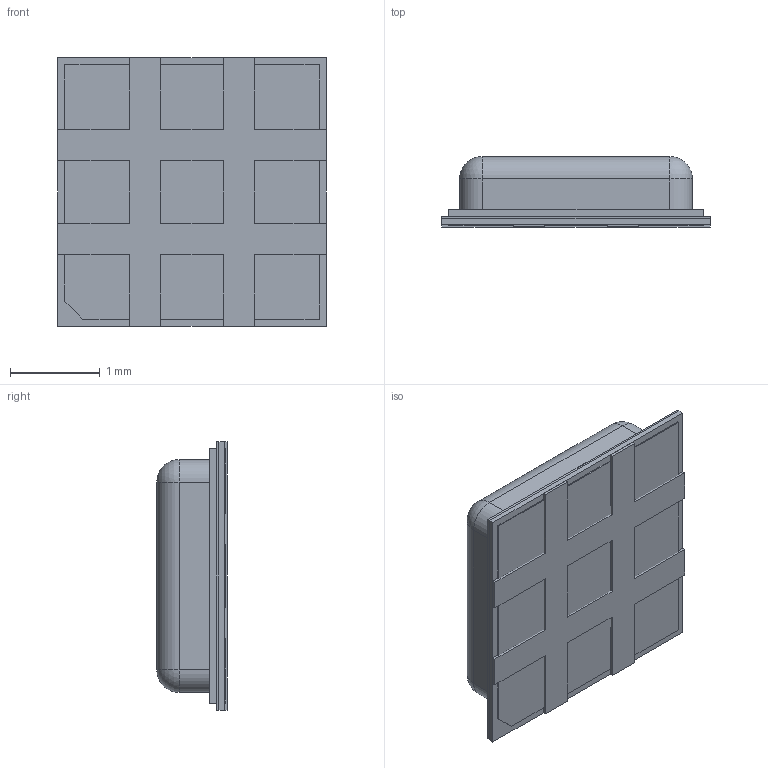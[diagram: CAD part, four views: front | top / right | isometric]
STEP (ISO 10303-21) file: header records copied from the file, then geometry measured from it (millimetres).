
FILE_DESCRIPTION (( 'STEP AP203' ), '1' );
FILE_NAME ('ENS160.STEP', '2022-01-11T13:18:59', ( '' ), ( '' ), 'SwSTEP 2.0', 'SolidWorks 2021', '' );
FILE_SCHEMA (( 'CONFIG_CONTROL_DESIGN' ));
Length unit declared in the file: micrometre
Products named in the file (6): ENS160_SLM_btm_Simplified; ENS160_lid attach_Simplified; ENS160_substrate_core_Simplified; ENS160; ENS160_lid_ENS160; ENS160_substrate_Cu_btm_Simplified
Assembly tree (5 placements, depth 2):
  ENS160
    ENS160_substrate_core_Simplified
    ENS160_substrate_Cu_btm_Simplified
    ENS160_SLM_btm_Simplified
    ENS160_lid attach_Simplified
    ENS160_lid_ENS160
Bounding box: 3 x 0.79 x 3 mm (x, y, z)
Volume: 2 mm3; surface area: 83.3 mm2
Topology: 13 solids, 13 shells, 223 faces, 545 edges, 350 vertices
Faces by surface type: plane 155, bspline 42, cylinder 18, sphere 8
Entity records: 9207 total; most frequent: CARTESIAN_POINT 3640, ORIENTED_EDGE 1074, DIRECTION 867, EDGE_CURVE 537, LINE 417, VECTOR 417, VERTEX_POINT 350, EDGE_LOOP 237
